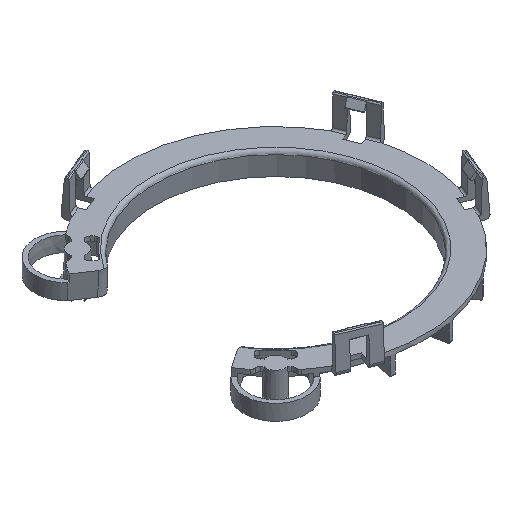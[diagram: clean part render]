
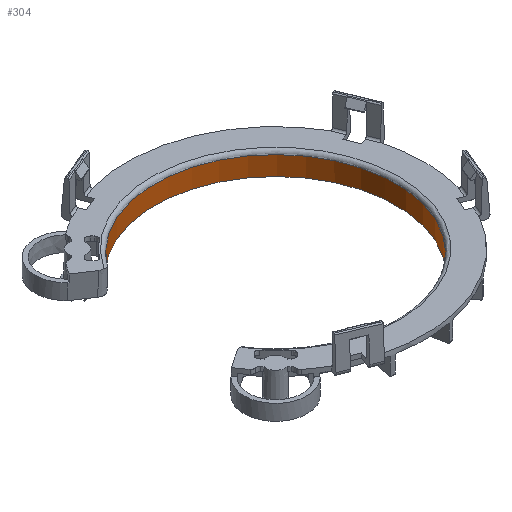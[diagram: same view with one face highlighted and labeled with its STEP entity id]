
A CAD part, isometric view. The second image highlights one B-rep face of the part: STEP entity #304.
In plain terms, the highlighted conical face has half-angle 1 degrees and reference radius 32.4 mm.
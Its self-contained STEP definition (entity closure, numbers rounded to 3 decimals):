
#235=CONICAL_SURFACE('',#6832,32.4,1.);
#304=ADVANCED_FACE('',(#808),#235,.F.);
#808=FACE_OUTER_BOUND('',#1162,.T.);
#1162=EDGE_LOOP('',(#2688,#2689,#2690,#2691));
#1518=B_SPLINE_CURVE_WITH_KNOTS('',3,(#9832,#9833,#9834,#9835,#9836,#9837,
#9838),.UNSPECIFIED.,.F.,.F.,(4,3,4),(0.,0.849,1.),
 .UNSPECIFIED.);
#1519=B_SPLINE_CURVE_WITH_KNOTS('',3,(#9842,#9843,#9844,#9845,#9846,#9847,
#9848),.UNSPECIFIED.,.F.,.F.,(4,3,4),(0.,0.849,1.),
 .UNSPECIFIED.);
#2688=ORIENTED_EDGE('',*,*,#5444,.F.);
#2689=ORIENTED_EDGE('',*,*,#5445,.T.);
#2690=ORIENTED_EDGE('',*,*,#5446,.T.);
#2691=ORIENTED_EDGE('',*,*,#5447,.T.);
#4764=VERTEX_POINT('',#9830);
#4765=VERTEX_POINT('',#9831);
#4766=VERTEX_POINT('',#9839);
#4767=VERTEX_POINT('',#9841);
#5444=EDGE_CURVE('',#4764,#4765,#6431,.T.);
#5445=EDGE_CURVE('',#4764,#4766,#1518,.T.);
#5446=EDGE_CURVE('',#4766,#4767,#6432,.T.);
#5447=EDGE_CURVE('',#4767,#4765,#1519,.T.);
#6431=CIRCLE('',#6830,32.508);
#6432=CIRCLE('',#6831,32.418);
#6830=AXIS2_PLACEMENT_3D('',#9829,#7696,#7697);
#6831=AXIS2_PLACEMENT_3D('',#9840,#7698,#7699);
#6832=AXIS2_PLACEMENT_3D('',#9849,#7700,#7701);
#7696=DIRECTION('',(0.,0.,1.));
#7697=DIRECTION('',(1.,0.,0.));
#7698=DIRECTION('',(0.,0.,1.));
#7699=DIRECTION('',(-1.,0.,0.));
#7700=DIRECTION('',(0.,0.,-1.));
#7701=DIRECTION('',(-1.,0.,0.));
#9829=CARTESIAN_POINT('',(0.,0.,-5.));
#9830=CARTESIAN_POINT('',(-26.168,-19.287,-5.));
#9831=CARTESIAN_POINT('',(-26.168,19.287,-5.));
#9832=CARTESIAN_POINT('',(-26.168,-19.287,-5.));
#9833=CARTESIAN_POINT('',(-26.147,-19.273,-3.534));
#9834=CARTESIAN_POINT('',(-26.126,-19.259,-2.067));
#9835=CARTESIAN_POINT('',(-26.104,-19.245,-0.601));
#9836=CARTESIAN_POINT('',(-26.101,-19.242,-0.34));
#9837=CARTESIAN_POINT('',(-26.097,-19.239,-0.079));
#9838=CARTESIAN_POINT('',(-26.093,-19.237,0.183));
#9839=CARTESIAN_POINT('',(-26.093,-19.237,0.183));
#9840=CARTESIAN_POINT('',(0.,0.,0.183));
#9841=CARTESIAN_POINT('',(-26.093,19.237,0.183));
#9842=CARTESIAN_POINT('',(-26.093,19.237,0.183));
#9843=CARTESIAN_POINT('',(-26.114,19.251,-1.284));
#9844=CARTESIAN_POINT('',(-26.136,19.265,-2.75));
#9845=CARTESIAN_POINT('',(-26.157,19.28,-4.217));
#9846=CARTESIAN_POINT('',(-26.161,19.282,-4.478));
#9847=CARTESIAN_POINT('',(-26.164,19.285,-4.739));
#9848=CARTESIAN_POINT('',(-26.168,19.287,-5.));
#9849=CARTESIAN_POINT('',(0.,0.,1.198));
